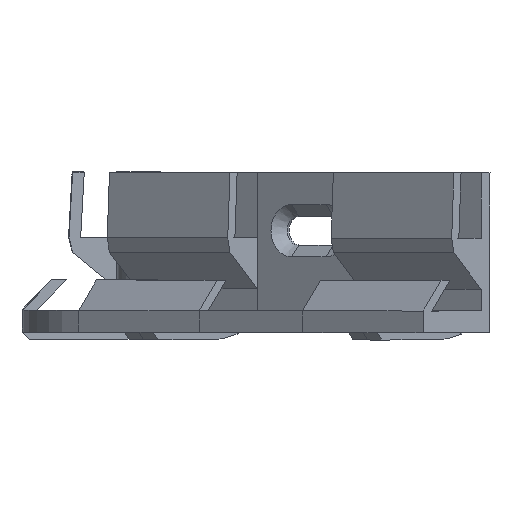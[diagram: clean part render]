
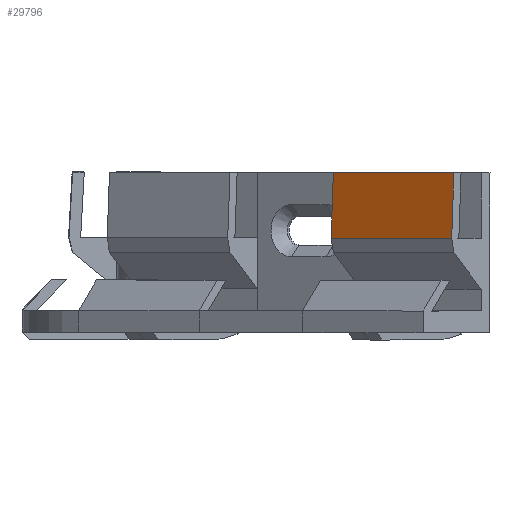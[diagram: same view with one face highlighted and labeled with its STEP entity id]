
A CAD part, left-side view. The second image highlights one B-rep face of the part: STEP entity #29796.
In plain terms, the highlighted face is planar.
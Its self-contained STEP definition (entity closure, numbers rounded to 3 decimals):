
#27901 = PLANE('',#27902);
#27902 = AXIS2_PLACEMENT_3D('',#27903,#27904,#27905);
#27903 = CARTESIAN_POINT('',(-10.5,5.766,9.503));
#27904 = DIRECTION('',(-1.,0.,0.));
#27905 = DIRECTION('',(0.,0.,1.));
#28335 = PLANE('',#28336);
#28336 = AXIS2_PLACEMENT_3D('',#28337,#28338,#28339);
#28337 = CARTESIAN_POINT('',(10.5,5.766,9.503));
#28338 = DIRECTION('',(-1.,0.,0.));
#28339 = DIRECTION('',(0.,0.,1.));
#28595 = VERTEX_POINT('',#28596);
#28596 = CARTESIAN_POINT('',(-10.5,8.1,22.));
#28610 = PLANE('',#28611);
#28611 = AXIS2_PLACEMENT_3D('',#28612,#28613,#28614);
#28612 = CARTESIAN_POINT('',(0.,6.5,22.));
#28613 = DIRECTION('',(0.,0.,-1.));
#28614 = DIRECTION('',(0.,1.,0.));
#28622 = EDGE_CURVE('',#28595,#28623,#28625,.T.);
#28623 = VERTEX_POINT('',#28624);
#28624 = CARTESIAN_POINT('',(-10.5,8.6,13.));
#28625 = SURFACE_CURVE('',#28626,(#28630,#28637),.PCURVE_S1.);
#28626 = LINE('',#28627,#28628);
#28627 = CARTESIAN_POINT('',(-10.5,8.1,22.));
#28628 = VECTOR('',#28629,1.);
#28629 = DIRECTION('',(0.,0.055,-0.998));
#28630 = PCURVE('',#27901,#28631);
#28631 = DEFINITIONAL_REPRESENTATION('',(#28632),#28636);
#28632 = LINE('',#28633,#28634);
#28633 = CARTESIAN_POINT('',(12.497,2.334));
#28634 = VECTOR('',#28635,1.);
#28635 = DIRECTION('',(-0.998,0.055));
#28636 = ( GEOMETRIC_REPRESENTATION_CONTEXT(2) 
PARAMETRIC_REPRESENTATION_CONTEXT() REPRESENTATION_CONTEXT('2D SPACE',''
  ) );
#28637 = PCURVE('',#28638,#28643);
#28638 = PLANE('',#28639);
#28639 = AXIS2_PLACEMENT_3D('',#28640,#28641,#28642);
#28640 = CARTESIAN_POINT('',(0.,8.1,22.));
#28641 = DIRECTION('',(-0.,-0.998,-0.055));
#28642 = DIRECTION('',(0.,0.055,-0.998));
#28643 = DEFINITIONAL_REPRESENTATION('',(#28644),#28648);
#28644 = LINE('',#28645,#28646);
#28645 = CARTESIAN_POINT('',(0.,-10.5));
#28646 = VECTOR('',#28647,1.);
#28647 = DIRECTION('',(1.,0.));
#28648 = ( GEOMETRIC_REPRESENTATION_CONTEXT(2) 
PARAMETRIC_REPRESENTATION_CONTEXT() REPRESENTATION_CONTEXT('2D SPACE',''
  ) );
#28666 = PLANE('',#28667);
#28667 = AXIS2_PLACEMENT_3D('',#28668,#28669,#28670);
#28668 = CARTESIAN_POINT('',(0.,8.6,13.));
#28669 = DIRECTION('',(0.,-0.97,0.243));
#28670 = DIRECTION('',(-0.,-0.243,-0.97));
#29441 = VERTEX_POINT('',#29442);
#29442 = CARTESIAN_POINT('',(10.5,8.1,22.));
#29463 = EDGE_CURVE('',#29441,#29464,#29466,.T.);
#29464 = VERTEX_POINT('',#29465);
#29465 = CARTESIAN_POINT('',(10.5,8.6,13.));
#29466 = SURFACE_CURVE('',#29467,(#29471,#29478),.PCURVE_S1.);
#29467 = LINE('',#29468,#29469);
#29468 = CARTESIAN_POINT('',(10.5,8.1,22.));
#29469 = VECTOR('',#29470,1.);
#29470 = DIRECTION('',(0.,0.055,-0.998));
#29471 = PCURVE('',#28335,#29472);
#29472 = DEFINITIONAL_REPRESENTATION('',(#29473),#29477);
#29473 = LINE('',#29474,#29475);
#29474 = CARTESIAN_POINT('',(12.497,2.334));
#29475 = VECTOR('',#29476,1.);
#29476 = DIRECTION('',(-0.998,0.055));
#29477 = ( GEOMETRIC_REPRESENTATION_CONTEXT(2) 
PARAMETRIC_REPRESENTATION_CONTEXT() REPRESENTATION_CONTEXT('2D SPACE',''
  ) );
#29478 = PCURVE('',#28638,#29479);
#29479 = DEFINITIONAL_REPRESENTATION('',(#29480),#29484);
#29480 = LINE('',#29481,#29482);
#29481 = CARTESIAN_POINT('',(0.,10.5));
#29482 = VECTOR('',#29483,1.);
#29483 = DIRECTION('',(1.,0.));
#29484 = ( GEOMETRIC_REPRESENTATION_CONTEXT(2) 
PARAMETRIC_REPRESENTATION_CONTEXT() REPRESENTATION_CONTEXT('2D SPACE',''
  ) );
#29774 = EDGE_CURVE('',#29441,#28595,#29775,.T.);
#29775 = SURFACE_CURVE('',#29776,(#29780,#29787),.PCURVE_S1.);
#29776 = LINE('',#29777,#29778);
#29777 = CARTESIAN_POINT('',(10.5,8.1,22.));
#29778 = VECTOR('',#29779,1.);
#29779 = DIRECTION('',(-1.,0.,0.));
#29780 = PCURVE('',#28610,#29781);
#29781 = DEFINITIONAL_REPRESENTATION('',(#29782),#29786);
#29782 = LINE('',#29783,#29784);
#29783 = CARTESIAN_POINT('',(1.6,10.5));
#29784 = VECTOR('',#29785,1.);
#29785 = DIRECTION('',(0.,-1.));
#29786 = ( GEOMETRIC_REPRESENTATION_CONTEXT(2) 
PARAMETRIC_REPRESENTATION_CONTEXT() REPRESENTATION_CONTEXT('2D SPACE',''
  ) );
#29787 = PCURVE('',#28638,#29788);
#29788 = DEFINITIONAL_REPRESENTATION('',(#29789),#29793);
#29789 = LINE('',#29790,#29791);
#29790 = CARTESIAN_POINT('',(0.,10.5));
#29791 = VECTOR('',#29792,1.);
#29792 = DIRECTION('',(0.,-1.));
#29793 = ( GEOMETRIC_REPRESENTATION_CONTEXT(2) 
PARAMETRIC_REPRESENTATION_CONTEXT() REPRESENTATION_CONTEXT('2D SPACE',''
  ) );
#29796 = ADVANCED_FACE('',(#29797),#28638,.F.);
#29797 = FACE_BOUND('',#29798,.F.);
#29798 = EDGE_LOOP('',(#29799,#29800,#29821,#29822));
#29799 = ORIENTED_EDGE('',*,*,#28622,.T.);
#29800 = ORIENTED_EDGE('',*,*,#29801,.F.);
#29801 = EDGE_CURVE('',#29464,#28623,#29802,.T.);
#29802 = SURFACE_CURVE('',#29803,(#29807,#29814),.PCURVE_S1.);
#29803 = LINE('',#29804,#29805);
#29804 = CARTESIAN_POINT('',(10.5,8.6,13.));
#29805 = VECTOR('',#29806,1.);
#29806 = DIRECTION('',(-1.,0.,0.));
#29807 = PCURVE('',#28638,#29808);
#29808 = DEFINITIONAL_REPRESENTATION('',(#29809),#29813);
#29809 = LINE('',#29810,#29811);
#29810 = CARTESIAN_POINT('',(9.014,10.5));
#29811 = VECTOR('',#29812,1.);
#29812 = DIRECTION('',(0.,-1.));
#29813 = ( GEOMETRIC_REPRESENTATION_CONTEXT(2) 
PARAMETRIC_REPRESENTATION_CONTEXT() REPRESENTATION_CONTEXT('2D SPACE',''
  ) );
#29814 = PCURVE('',#28666,#29815);
#29815 = DEFINITIONAL_REPRESENTATION('',(#29816),#29820);
#29816 = LINE('',#29817,#29818);
#29817 = CARTESIAN_POINT('',(-0.,10.5));
#29818 = VECTOR('',#29819,1.);
#29819 = DIRECTION('',(0.,-1.));
#29820 = ( GEOMETRIC_REPRESENTATION_CONTEXT(2) 
PARAMETRIC_REPRESENTATION_CONTEXT() REPRESENTATION_CONTEXT('2D SPACE',''
  ) );
#29821 = ORIENTED_EDGE('',*,*,#29463,.F.);
#29822 = ORIENTED_EDGE('',*,*,#29774,.T.);
